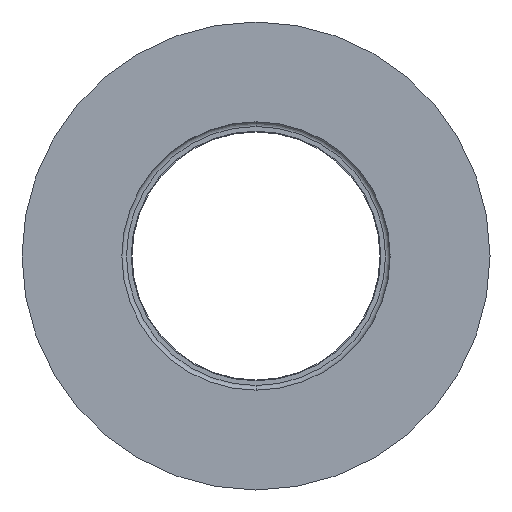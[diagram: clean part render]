
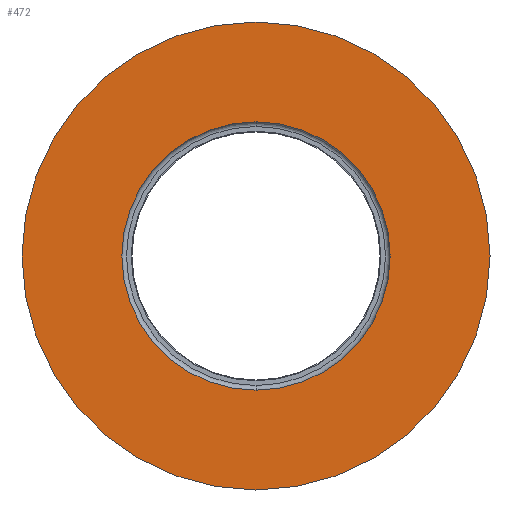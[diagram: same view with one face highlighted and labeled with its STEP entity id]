
A CAD part, left-side view. The second image highlights one B-rep face of the part: STEP entity #472.
In plain terms, the highlighted planar face has unit normal (-1, 0, 0).
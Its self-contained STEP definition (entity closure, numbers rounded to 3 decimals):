
#12 = CIRCLE ( 'NONE', #359, 8.6 ) ;
#34 = FACE_OUTER_BOUND ( 'NONE', #62, .T. ) ;
#62 = EDGE_LOOP ( 'NONE', ( #959, #392 ) ) ;
#120 = DIRECTION ( 'NONE',  ( 0., 0., 1. ) ) ;
#359 = AXIS2_PLACEMENT_3D ( 'NONE', #2635, #1253, #2864 ) ;
#392 = ORIENTED_EDGE ( 'NONE', *, *, #2548, .T. ) ;
#439 = AXIS2_PLACEMENT_3D ( 'NONE', #854, #2481, #1100 ) ;
#472 = ADVANCED_FACE ( 'NONE', ( #701, #34 ), #1998, .F. ) ;
#509 = CARTESIAN_POINT ( 'NONE',  ( -15., 0., -15. ) ) ;
#661 = VERTEX_POINT ( 'NONE', #673 ) ;
#673 = CARTESIAN_POINT ( 'NONE',  ( -15., 0., 8.6 ) ) ;
#701 = FACE_BOUND ( 'NONE', #2360, .T. ) ;
#745 = CIRCLE ( 'NONE', #2449, 8.6 ) ;
#826 = ORIENTED_EDGE ( 'NONE', *, *, #1640, .F. ) ;
#851 = EDGE_CURVE ( 'NONE', #661, #982, #12, .T. ) ;
#854 = CARTESIAN_POINT ( 'NONE',  ( -15., 0., 0. ) ) ;
#899 = DIRECTION ( 'NONE',  ( -1., 0., 0. ) ) ;
#959 = ORIENTED_EDGE ( 'NONE', *, *, #1095, .T. ) ;
#982 = VERTEX_POINT ( 'NONE', #1318 ) ;
#1095 = EDGE_CURVE ( 'NONE', #2230, #2326, #2196, .T. ) ;
#1100 = DIRECTION ( 'NONE',  ( 0., 0., 1. ) ) ;
#1253 = DIRECTION ( 'NONE',  ( -1., 0., 0. ) ) ;
#1318 = CARTESIAN_POINT ( 'NONE',  ( -15., 0., -8.6 ) ) ;
#1371 = DIRECTION ( 'NONE',  ( 0., 0., -1. ) ) ;
#1406 = AXIS2_PLACEMENT_3D ( 'NONE', #2016, #1426, #1371 ) ;
#1426 = DIRECTION ( 'NONE',  ( 1., 0., 0. ) ) ;
#1590 = DIRECTION ( 'NONE',  ( -1., 0., 0. ) ) ;
#1640 = EDGE_CURVE ( 'NONE', #982, #661, #745, .T. ) ;
#1756 = CIRCLE ( 'NONE', #439, 15. ) ;
#1923 = ORIENTED_EDGE ( 'NONE', *, *, #851, .F. ) ;
#1998 = PLANE ( 'NONE',  #1406 ) ;
#2016 = CARTESIAN_POINT ( 'NONE',  ( -15., 8.6, 0. ) ) ;
#2064 = AXIS2_PLACEMENT_3D ( 'NONE', #2285, #899, #2516 ) ;
#2196 = CIRCLE ( 'NONE', #2064, 15. ) ;
#2230 = VERTEX_POINT ( 'NONE', #3080 ) ;
#2285 = CARTESIAN_POINT ( 'NONE',  ( -15., 0., 0. ) ) ;
#2326 = VERTEX_POINT ( 'NONE', #509 ) ;
#2360 = EDGE_LOOP ( 'NONE', ( #1923, #826 ) ) ;
#2449 = AXIS2_PLACEMENT_3D ( 'NONE', #2977, #1590, #120 ) ;
#2481 = DIRECTION ( 'NONE',  ( -1., 0., 0. ) ) ;
#2516 = DIRECTION ( 'NONE',  ( 0., 0., 1. ) ) ;
#2548 = EDGE_CURVE ( 'NONE', #2326, #2230, #1756, .T. ) ;
#2635 = CARTESIAN_POINT ( 'NONE',  ( -15., 0., 0. ) ) ;
#2864 = DIRECTION ( 'NONE',  ( 0., 0., 1. ) ) ;
#2977 = CARTESIAN_POINT ( 'NONE',  ( -15., 0., 0. ) ) ;
#3080 = CARTESIAN_POINT ( 'NONE',  ( -15., 0., 15. ) ) ;
